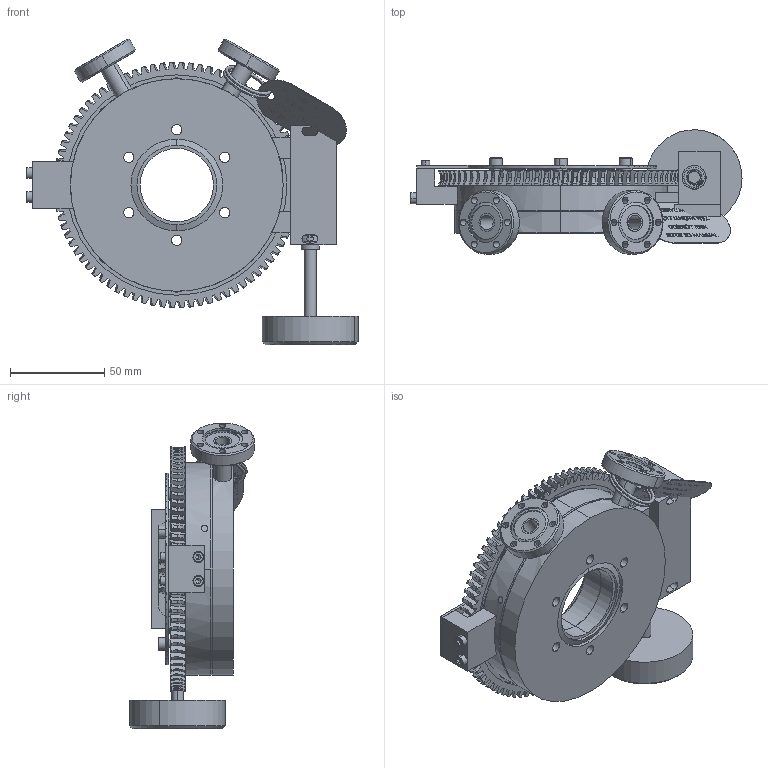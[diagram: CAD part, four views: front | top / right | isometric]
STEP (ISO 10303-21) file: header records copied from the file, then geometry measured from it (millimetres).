
FILE_DESCRIPTION (( 'STEP AP214' ), '1' );
FILE_NAME ('SLO-EX, RNN-150-FA, ASSY.STEP', '2017-06-21T15:38:50', ( 'My Thermionics' ), ( '' ), 'SwSTEP 2.0', 'SolidWorks 2010', '' );
FILE_SCHEMA (( 'AUTOMOTIVE_DESIGN' ));
Length unit declared in the file: inch
Products named in the file (1): SLO-EX, RNN-150-FA, ASSY
Bounding box: 176.07 x 66.26 x 162.12 mm (x, y, z)
Surface area: 112157.7 mm2 (no closed solid volume)
Topology: 0 solids, 89 shells, 1230 faces, 4999 edges, 3713 vertices
Faces by surface type: plane 632, cylinder 377, torus 144, cone 66, bspline 11
Entity records: 77741 total; most frequent: CARTESIAN_POINT 22116, ORIENTED_EDGE 7885, DIRECTION 7691, EDGE_CURVE 4985, VERTEX_POINT 3713, LINE 2837, VECTOR 2837, AXIS2_PLACEMENT_3D 2427
